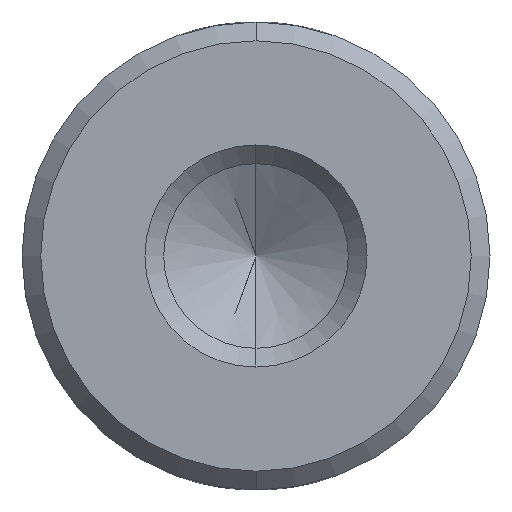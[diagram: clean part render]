
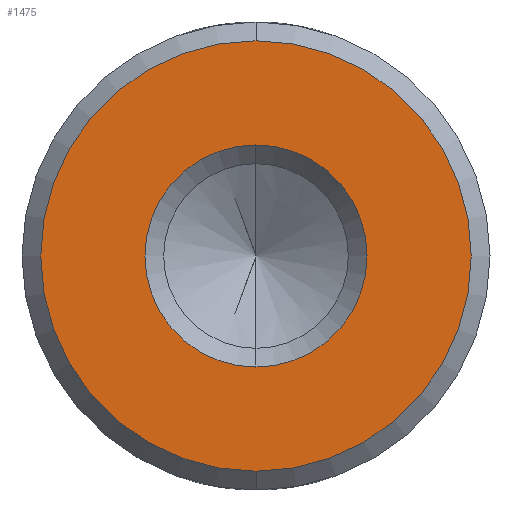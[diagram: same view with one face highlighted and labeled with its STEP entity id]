
A CAD part, front view. The second image highlights one B-rep face of the part: STEP entity #1475.
In plain terms, the highlighted planar face has unit normal (0, -1, 0).
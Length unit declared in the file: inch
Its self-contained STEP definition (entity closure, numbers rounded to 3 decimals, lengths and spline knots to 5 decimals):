
#82 = EDGE_LOOP ( 'NONE', ( #823, #1476 ) ) ;
#558 = AXIS2_PLACEMENT_3D ( 'NONE', #618, #617, #616 ) ;
#559 = CIRCLE ( 'NONE', #558, 0.11843 ) ;
#560 = CARTESIAN_POINT ( 'NONE',  ( 0.15692, -1.46815, 0.03263 ) ) ;
#561 = PLANE ( 'NONE',  #593 ) ;
#572 = FACE_OUTER_BOUND ( 'NONE', #1495, .T. ) ;
#587 = CIRCLE ( 'NONE', #590, 0.2295 ) ;
#588 = CARTESIAN_POINT ( 'NONE',  ( -0.07258, -1.46815, 0.03263 ) ) ;
#590 = AXIS2_PLACEMENT_3D ( 'NONE', #588, #648, #647 ) ;
#591 = DIRECTION ( 'NONE',  ( 0., 0., 1. ) ) ;
#592 = DIRECTION ( 'NONE',  ( 0., 1., 0. ) ) ;
#593 = AXIS2_PLACEMENT_3D ( 'NONE', #560, #592, #591 ) ;
#595 = FACE_BOUND ( 'NONE', #82, .T. ) ;
#616 = DIRECTION ( 'NONE',  ( 0., 0., 1. ) ) ;
#617 = DIRECTION ( 'NONE',  ( 0., 1., 0. ) ) ;
#618 = CARTESIAN_POINT ( 'NONE',  ( -0.07258, -1.46815, 0.03263 ) ) ;
#647 = DIRECTION ( 'NONE',  ( 0., 0., 1. ) ) ;
#648 = DIRECTION ( 'NONE',  ( 0., 1., 0. ) ) ;
#823 = ORIENTED_EDGE ( 'NONE', *, *, #1634, .T. ) ;
#1043 = CARTESIAN_POINT ( 'NONE',  ( -0.07258, -1.46815, 0.15105 ) ) ;
#1079 = DIRECTION ( 'NONE',  ( 0., 0., 1. ) ) ;
#1080 = DIRECTION ( 'NONE',  ( 0., 1., 0. ) ) ;
#1081 = CARTESIAN_POINT ( 'NONE',  ( -0.07258, -1.46815, 0.03263 ) ) ;
#1085 = AXIS2_PLACEMENT_3D ( 'NONE', #1081, #1080, #1079 ) ;
#1090 = CARTESIAN_POINT ( 'NONE',  ( -0.07258, -1.46815, -0.0858 ) ) ;
#1098 = CIRCLE ( 'NONE', #1085, 0.11843 ) ;
#1176 = DIRECTION ( 'NONE',  ( 0., 0., 1. ) ) ;
#1177 = DIRECTION ( 'NONE',  ( 0., 1., 0. ) ) ;
#1179 = CARTESIAN_POINT ( 'NONE',  ( -0.07258, -1.46815, -0.19687 ) ) ;
#1184 = CARTESIAN_POINT ( 'NONE',  ( -0.07258, -1.46815, 0.03263 ) ) ;
#1186 = AXIS2_PLACEMENT_3D ( 'NONE', #1184, #1177, #1176 ) ;
#1191 = CARTESIAN_POINT ( 'NONE',  ( -0.07258, -1.46815, 0.26213 ) ) ;
#1192 = CIRCLE ( 'NONE', #1186, 0.2295 ) ;
#1473 = EDGE_CURVE ( 'NONE', #1629, #1635, #559, .T. ) ;
#1475 = ADVANCED_FACE ( 'NONE', ( #595, #572 ), #561, .F. ) ;
#1476 = ORIENTED_EDGE ( 'NONE', *, *, #1473, .T. ) ;
#1483 = EDGE_CURVE ( 'NONE', #1677, #1675, #587, .T. ) ;
#1493 = ORIENTED_EDGE ( 'NONE', *, *, #1672, .F. ) ;
#1495 = EDGE_LOOP ( 'NONE', ( #1493, #1496 ) ) ;
#1496 = ORIENTED_EDGE ( 'NONE', *, *, #1483, .F. ) ;
#1629 = VERTEX_POINT ( 'NONE', #1043 ) ;
#1634 = EDGE_CURVE ( 'NONE', #1635, #1629, #1098, .T. ) ;
#1635 = VERTEX_POINT ( 'NONE', #1090 ) ;
#1672 = EDGE_CURVE ( 'NONE', #1675, #1677, #1192, .T. ) ;
#1675 = VERTEX_POINT ( 'NONE', #1191 ) ;
#1677 = VERTEX_POINT ( 'NONE', #1179 ) ;
